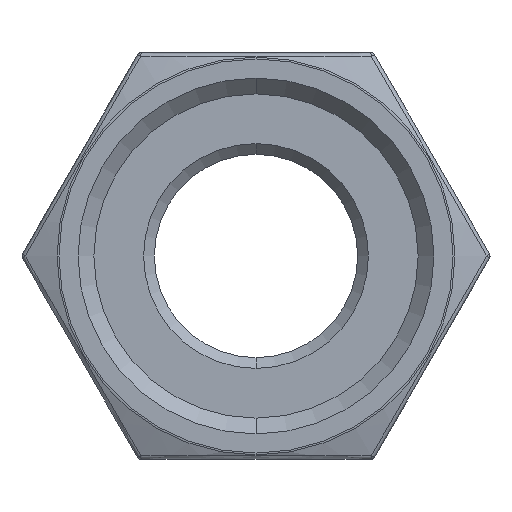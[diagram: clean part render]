
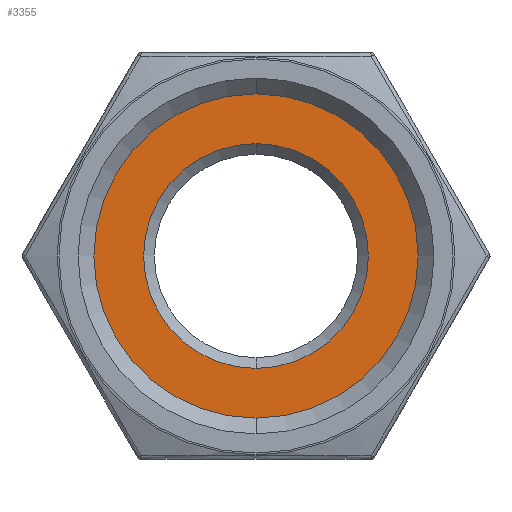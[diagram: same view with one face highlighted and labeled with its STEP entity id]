
A CAD part, left-side view. The second image highlights one B-rep face of the part: STEP entity #3355.
In plain terms, the highlighted planar face has unit normal (-1, 0, 0).
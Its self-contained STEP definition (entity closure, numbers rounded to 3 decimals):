
#267 = AXIS2_PLACEMENT_3D ( 'NONE', #5691, #11205, #11262 ) ;
#1111 = DIRECTION ( 'NONE',  ( 1., 0., 0. ) ) ;
#1422 = FACE_BOUND ( 'NONE', #5722, .T. ) ;
#1842 = CIRCLE ( 'NONE', #7056, 10.5 ) ;
#1952 = CARTESIAN_POINT ( 'NONE',  ( -45., 0., 10.5 ) ) ;
#2319 = DIRECTION ( 'NONE',  ( -1., 0., 0. ) ) ;
#2514 = CARTESIAN_POINT ( 'NONE',  ( -45., 0., -10.5 ) ) ;
#2520 = ORIENTED_EDGE ( 'NONE', *, *, #13573, .F. ) ;
#2644 = DIRECTION ( 'NONE',  ( 0., 0., -1. ) ) ;
#2652 = CIRCLE ( 'NONE', #16614, 15.145 ) ;
#3267 = EDGE_CURVE ( 'NONE', #3633, #7625, #13091, .T. ) ;
#3290 = AXIS2_PLACEMENT_3D ( 'NONE', #14830, #2319, #7868 ) ;
#3355 = ADVANCED_FACE ( 'NONE', ( #1422, #12873 ), #16229, .T. ) ;
#3525 = EDGE_LOOP ( 'NONE', ( #11835, #2520 ) ) ;
#3633 = VERTEX_POINT ( 'NONE', #1952 ) ;
#5212 = DIRECTION ( 'NONE',  ( 1., 0., 0. ) ) ;
#5691 = CARTESIAN_POINT ( 'NONE',  ( -45., 0., 0. ) ) ;
#5722 = EDGE_LOOP ( 'NONE', ( #14373, #17885 ) ) ;
#6579 = EDGE_CURVE ( 'NONE', #10014, #7704, #17666, .T. ) ;
#7056 = AXIS2_PLACEMENT_3D ( 'NONE', #7905, #1111, #17839 ) ;
#7625 = VERTEX_POINT ( 'NONE', #2514 ) ;
#7704 = VERTEX_POINT ( 'NONE', #10080 ) ;
#7868 = DIRECTION ( 'NONE',  ( 0., 0., 1. ) ) ;
#7905 = CARTESIAN_POINT ( 'NONE',  ( -45., 0., 0. ) ) ;
#10014 = VERTEX_POINT ( 'NONE', #13827 ) ;
#10080 = CARTESIAN_POINT ( 'NONE',  ( -45., 0., 15.145 ) ) ;
#10650 = CARTESIAN_POINT ( 'NONE',  ( -45., 0., 0. ) ) ;
#11205 = DIRECTION ( 'NONE',  ( 1., 0., 0. ) ) ;
#11262 = DIRECTION ( 'NONE',  ( 0., 0., 1. ) ) ;
#11835 = ORIENTED_EDGE ( 'NONE', *, *, #6579, .F. ) ;
#12005 = EDGE_CURVE ( 'NONE', #7625, #3633, #1842, .T. ) ;
#12873 = FACE_OUTER_BOUND ( 'NONE', #3525, .T. ) ;
#13091 = CIRCLE ( 'NONE', #267, 10.5 ) ;
#13573 = EDGE_CURVE ( 'NONE', #7704, #10014, #2652, .T. ) ;
#13827 = CARTESIAN_POINT ( 'NONE',  ( -45., 0., -15.145 ) ) ;
#14373 = ORIENTED_EDGE ( 'NONE', *, *, #3267, .T. ) ;
#14830 = CARTESIAN_POINT ( 'NONE',  ( -45., 15.145, 0. ) ) ;
#15041 = CARTESIAN_POINT ( 'NONE',  ( -45., 0., 0. ) ) ;
#16071 = DIRECTION ( 'NONE',  ( 0., 0., -1. ) ) ;
#16229 = PLANE ( 'NONE',  #3290 ) ;
#16266 = AXIS2_PLACEMENT_3D ( 'NONE', #15041, #16430, #2644 ) ;
#16430 = DIRECTION ( 'NONE',  ( 1., 0., 0. ) ) ;
#16614 = AXIS2_PLACEMENT_3D ( 'NONE', #10650, #5212, #16071 ) ;
#17666 = CIRCLE ( 'NONE', #16266, 15.145 ) ;
#17839 = DIRECTION ( 'NONE',  ( 0., 0., 1. ) ) ;
#17885 = ORIENTED_EDGE ( 'NONE', *, *, #12005, .T. ) ;
